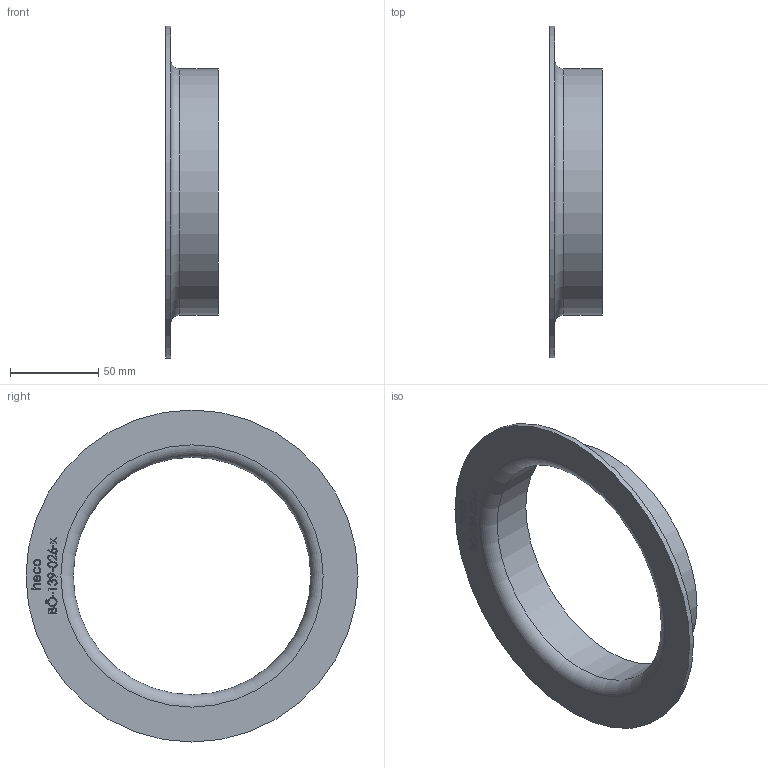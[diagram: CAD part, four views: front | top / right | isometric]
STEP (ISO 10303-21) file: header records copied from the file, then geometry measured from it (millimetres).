
FILE_DESCRIPTION (( 'STEP AP214' ), '1' );
FILE_NAME ('BÖ-139-026-x Vorschweissbördel 2012.STEP', '2020-12-03T10:45:16', ( '' ), ( '' ), 'SwSTEP 2.0', 'SolidWorks 2019', '' );
FILE_SCHEMA (( 'AUTOMOTIVE_DESIGN' ));
Length unit declared in the file: millimetre
Products named in the file (1): BÖ-139-026-x Vorschweissbördel 2012
Bounding box: 30 x 188 x 188 mm (x, y, z)
Volume: 68732.3 mm3; surface area: 51232.9 mm2
Topology: 1 solids, 1 shells, 208 faces, 535 edges, 356 vertices
Faces by surface type: bspline 107, plane 96, cylinder 3, torus 2
Full cylindrical faces by diameter (mm): 134.5 x1, 139.7 x1, 188 x1
Entity records: 14210 total; most frequent: CARTESIAN_POINT 7738, ORIENTED_EDGE 1060, EDGE_CURVE 530, DIRECTION 528, VERTEX_POINT 356, LINE 308, VECTOR 308, EDGE_LOOP 242
